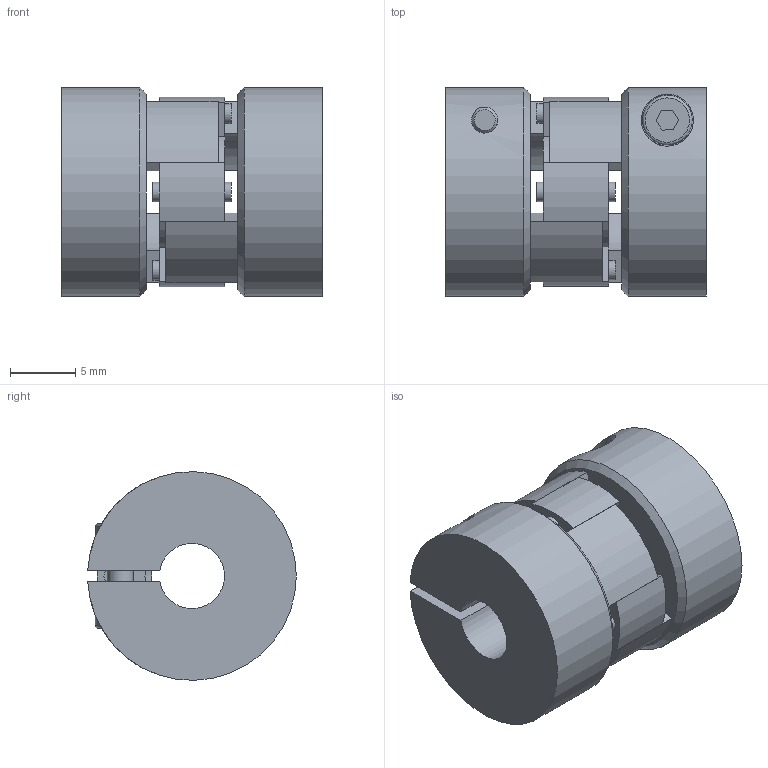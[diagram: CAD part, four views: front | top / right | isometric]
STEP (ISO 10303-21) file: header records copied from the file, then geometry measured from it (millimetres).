
FILE_DESCRIPTION(/* description */ (''),/* implementation_level */ '2;1');
FILE_NAME(/* name */ 'CAD_100656.stp',/* time_stamp */ '2021-01-19T09:56:46+01:00',/* author */ ('Hypex'),/* organization */ ('Hypex'),/* preprocessor_version */ 'ST-DEVELOPER v18',/* originating_system */ 'Autodesk Inventor 2020',/* authorisation */ '');
FILE_SCHEMA (('AUTOMOTIVE_DESIGN { 1 0 10303 214 3 1 1 }'));
Length unit declared in the file: millimetre
Products named in the file (1): EKL 2
Bounding box: 20 x 15.99 x 15.99 mm (x, y, z)
Volume: 2865.9 mm3; surface area: 2755.6 mm2
Topology: 3 solids, 3 shells, 107 faces, 289 edges, 206 vertices
Faces by surface type: plane 62, cylinder 37, cone 6, torus 2
Full cylindrical faces by diameter (mm): 1.5 x8, 2 x4, 2.2 x2, 3.8 x2, 4 x2, 6.2 x1
Entity records: 3779 total; most frequent: CARTESIAN_POINT 763, DIRECTION 623, ORIENTED_EDGE 578, EDGE_CURVE 289, AXIS2_PLACEMENT_3D 238, VERTEX_POINT 206, LINE 147, VECTOR 147
